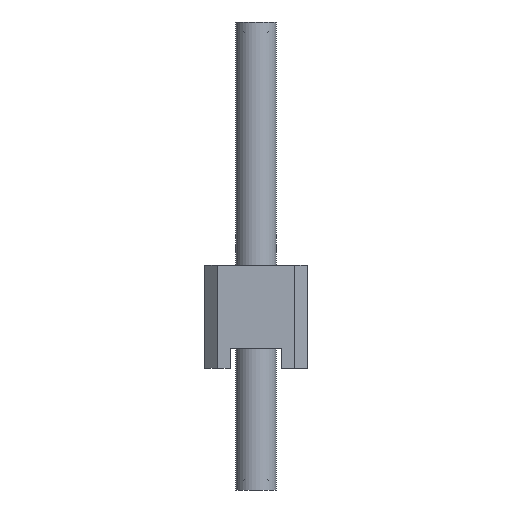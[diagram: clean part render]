
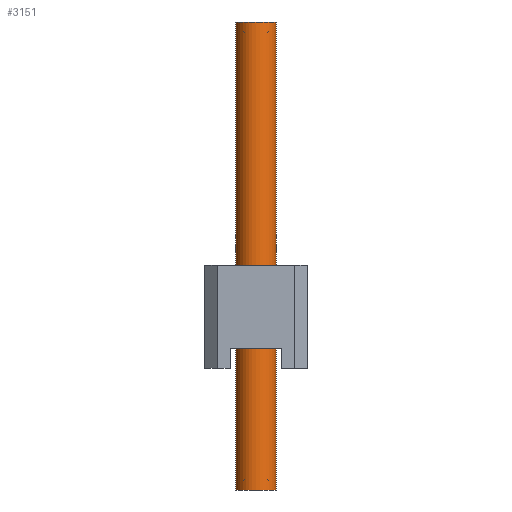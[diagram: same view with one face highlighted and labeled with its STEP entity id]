
A CAD part, left-side view. The second image highlights one B-rep face of the part: STEP entity #3151.
In plain terms, the highlighted cylindrical face has radius 0.5 mm (diameter 1 mm), a full revolution.
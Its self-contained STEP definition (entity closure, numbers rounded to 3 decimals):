
#1794=ORIENTED_EDGE('',*,*,#2240,.F.);
#1795=ORIENTED_EDGE('',*,*,#2241,.T.);
#2240=EDGE_CURVE('',#2538,#2538,#2612,.T.);
#2241=EDGE_CURVE('',#2539,#2539,#2613,.T.);
#2538=VERTEX_POINT('',#5200);
#2539=VERTEX_POINT('',#5202);
#2612=CIRCLE('',#3429,0.5);
#2613=CIRCLE('',#3430,0.5);
#2784=EDGE_LOOP('',(#1794));
#2785=EDGE_LOOP('',(#1795));
#2956=FACE_BOUND('',#2784,.T.);
#2957=FACE_BOUND('',#2785,.T.);
#2998=CYLINDRICAL_SURFACE('',#3428,0.5);
#3151=ADVANCED_FACE('',(#2956,#2957),#2998,.F.);
#3428=AXIS2_PLACEMENT_3D('',#5198,#4280,#4281);
#3429=AXIS2_PLACEMENT_3D('',#5199,#4282,#4283);
#3430=AXIS2_PLACEMENT_3D('',#5201,#4284,#4285);
#4280=DIRECTION('',(0.,0.,1.));
#4281=DIRECTION('',(1.,0.,0.));
#4282=DIRECTION('',(0.,0.,-1.));
#4283=DIRECTION('',(1.,0.,0.));
#4284=DIRECTION('',(0.,0.,-1.));
#4285=DIRECTION('',(1.,0.,0.));
#5198=CARTESIAN_POINT('',(0.,0.,0.));
#5199=CARTESIAN_POINT('',(0.,0.,11.54));
#5200=CARTESIAN_POINT('',(0.5,0.,11.54));
#5201=CARTESIAN_POINT('',(0.,0.,0.));
#5202=CARTESIAN_POINT('',(0.5,0.,0.));
